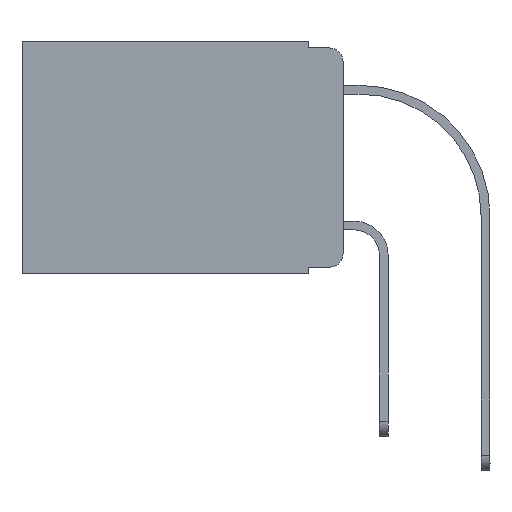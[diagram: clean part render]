
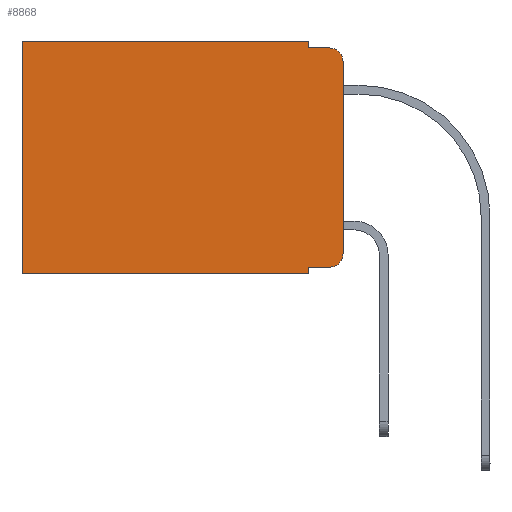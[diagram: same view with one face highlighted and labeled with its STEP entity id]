
A CAD part, left-side view. The second image highlights one B-rep face of the part: STEP entity #8868.
In plain terms, the highlighted planar face has unit normal (-1, 0, 0).
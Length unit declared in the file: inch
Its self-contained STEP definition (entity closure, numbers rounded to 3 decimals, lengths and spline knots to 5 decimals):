
#376 = LINE ( 'NONE', #2511, #4495 ) ;
#462 = LINE ( 'NONE', #6135, #10426 ) ;
#520 = PLANE ( 'NONE',  #7496 ) ;
#572 = VERTEX_POINT ( 'NONE', #11074 ) ;
#819 = VERTEX_POINT ( 'NONE', #11203 ) ;
#1076 = ORIENTED_EDGE ( 'NONE', *, *, #11242, .T. ) ;
#1355 = ORIENTED_EDGE ( 'NONE', *, *, #3835, .T. ) ;
#1607 = CARTESIAN_POINT ( 'NONE',  ( 0.298, 0.473, 0. ) ) ;
#1868 = LINE ( 'NONE', #10406, #4963 ) ;
#1960 = DIRECTION ( 'NONE',  ( 0., 0., -1. ) ) ;
#2009 = ORIENTED_EDGE ( 'NONE', *, *, #11164, .T. ) ;
#2291 = CARTESIAN_POINT ( 'NONE',  ( 0.298, 0.051, 0. ) ) ;
#2511 = CARTESIAN_POINT ( 'NONE',  ( 0.298, 0.051, 0. ) ) ;
#2564 = EDGE_LOOP ( 'NONE', ( #8537, #1076, #4993, #4884, #2009, #1355, #7644, #8813, #8349, #11650 ) ) ;
#2614 = DIRECTION ( 'NONE',  ( 0., -1., 0. ) ) ;
#2751 = VERTEX_POINT ( 'NONE', #11698 ) ;
#2848 = VECTOR ( 'NONE', #9717, 39.37008 ) ;
#2869 = EDGE_CURVE ( 'NONE', #7267, #5118, #376, .T. ) ;
#2872 = CARTESIAN_POINT ( 'NONE',  ( 0.298, 0.473, -0.343 ) ) ;
#2937 = CARTESIAN_POINT ( 'NONE',  ( 0.298, 0., -0.343 ) ) ;
#2957 = DIRECTION ( 'NONE',  ( -1., 0., 0. ) ) ;
#3223 = CARTESIAN_POINT ( 'NONE',  ( 0.298, 0., -0.03 ) ) ;
#3295 = LINE ( 'NONE', #2291, #3753 ) ;
#3419 = DIRECTION ( 'NONE',  ( 0., 0., -1. ) ) ;
#3489 = FACE_OUTER_BOUND ( 'NONE', #2564, .T. ) ;
#3494 = VERTEX_POINT ( 'NONE', #2872 ) ;
#3506 = VECTOR ( 'NONE', #12220, 39.37008 ) ;
#3711 = DIRECTION ( 'NONE',  ( 0., 1., 0. ) ) ;
#3753 = VECTOR ( 'NONE', #7025, 39.37008 ) ;
#3835 = EDGE_CURVE ( 'NONE', #11105, #3494, #8375, .T. ) ;
#4495 = VECTOR ( 'NONE', #11119, 39.37008 ) ;
#4796 = DIRECTION ( 'NONE',  ( 0., 0., -1. ) ) ;
#4859 = CARTESIAN_POINT ( 'NONE',  ( 0.298, 0.02, -0.313 ) ) ;
#4884 = ORIENTED_EDGE ( 'NONE', *, *, #2869, .F. ) ;
#4963 = VECTOR ( 'NONE', #2614, 39.37008 ) ;
#4993 = ORIENTED_EDGE ( 'NONE', *, *, #12384, .F. ) ;
#5118 = VERTEX_POINT ( 'NONE', #8380 ) ;
#5253 = CARTESIAN_POINT ( 'NONE',  ( 0.298, 0., 0. ) ) ;
#5815 = VERTEX_POINT ( 'NONE', #11271 ) ;
#6016 = CARTESIAN_POINT ( 'NONE',  ( 0.298, 0.051, -0.01 ) ) ;
#6135 = CARTESIAN_POINT ( 'NONE',  ( 0.298, 0., 0. ) ) ;
#6444 = EDGE_CURVE ( 'NONE', #10307, #2751, #9234, .T. ) ;
#6833 = EDGE_CURVE ( 'NONE', #819, #3494, #11612, .T. ) ;
#7025 = DIRECTION ( 'NONE',  ( 0., 0., -1. ) ) ;
#7267 = VERTEX_POINT ( 'NONE', #9587 ) ;
#7295 = EDGE_CURVE ( 'NONE', #5815, #10307, #1868, .T. ) ;
#7496 = AXIS2_PLACEMENT_3D ( 'NONE', #8237, #12091, #3419 ) ;
#7644 = ORIENTED_EDGE ( 'NONE', *, *, #6833, .F. ) ;
#7664 = VERTEX_POINT ( 'NONE', #3223 ) ;
#8237 = CARTESIAN_POINT ( 'NONE',  ( 0.298, 0., 0. ) ) ;
#8306 = CARTESIAN_POINT ( 'NONE',  ( 0.298, 0.02, -0.03 ) ) ;
#8349 = ORIENTED_EDGE ( 'NONE', *, *, #7295, .T. ) ;
#8375 = LINE ( 'NONE', #1607, #3506 ) ;
#8380 = CARTESIAN_POINT ( 'NONE',  ( 0.298, 0.051, -0.01 ) ) ;
#8537 = ORIENTED_EDGE ( 'NONE', *, *, #11097, .F. ) ;
#8813 = ORIENTED_EDGE ( 'NONE', *, *, #11144, .F. ) ;
#8868 = ADVANCED_FACE ( 'NONE', ( #3489 ), #520, .F. ) ;
#9003 = VECTOR ( 'NONE', #10197, 39.37008 ) ;
#9234 = CIRCLE ( 'NONE', #10831, 0.02 ) ;
#9587 = CARTESIAN_POINT ( 'NONE',  ( 0.298, 0.051, 0. ) ) ;
#9717 = DIRECTION ( 'NONE',  ( 0., -1., 0. ) ) ;
#10044 = CARTESIAN_POINT ( 'NONE',  ( 0.298, 0.02, -0.333 ) ) ;
#10197 = DIRECTION ( 'NONE',  ( 0., 0., -1. ) ) ;
#10307 = VERTEX_POINT ( 'NONE', #10044 ) ;
#10406 = CARTESIAN_POINT ( 'NONE',  ( 0.298, 0.051, -0.333 ) ) ;
#10426 = VECTOR ( 'NONE', #11843, 39.37008 ) ;
#10817 = CIRCLE ( 'NONE', #12030, 0.02 ) ;
#10831 = AXIS2_PLACEMENT_3D ( 'NONE', #4859, #2957, #4796 ) ;
#10893 = LINE ( 'NONE', #6016, #2848 ) ;
#11074 = CARTESIAN_POINT ( 'NONE',  ( 0.298, 0.02, -0.01 ) ) ;
#11097 = EDGE_CURVE ( 'NONE', #7664, #2751, #11901, .T. ) ;
#11105 = VERTEX_POINT ( 'NONE', #11971 ) ;
#11119 = DIRECTION ( 'NONE',  ( 0., 0., -1. ) ) ;
#11144 = EDGE_CURVE ( 'NONE', #5815, #819, #3295, .T. ) ;
#11164 = EDGE_CURVE ( 'NONE', #7267, #11105, #462, .T. ) ;
#11203 = CARTESIAN_POINT ( 'NONE',  ( 0.298, 0.051, -0.343 ) ) ;
#11242 = EDGE_CURVE ( 'NONE', #7664, #572, #10817, .T. ) ;
#11247 = VECTOR ( 'NONE', #3711, 39.37008 ) ;
#11271 = CARTESIAN_POINT ( 'NONE',  ( 0.298, 0.051, -0.333 ) ) ;
#11612 = LINE ( 'NONE', #2937, #11247 ) ;
#11650 = ORIENTED_EDGE ( 'NONE', *, *, #6444, .T. ) ;
#11698 = CARTESIAN_POINT ( 'NONE',  ( 0.298, 0., -0.313 ) ) ;
#11843 = DIRECTION ( 'NONE',  ( 0., 1., 0. ) ) ;
#11901 = LINE ( 'NONE', #5253, #9003 ) ;
#11971 = CARTESIAN_POINT ( 'NONE',  ( 0.298, 0.473, 0. ) ) ;
#12030 = AXIS2_PLACEMENT_3D ( 'NONE', #8306, #12159, #1960 ) ;
#12091 = DIRECTION ( 'NONE',  ( 1., 0., 0. ) ) ;
#12159 = DIRECTION ( 'NONE',  ( -1., 0., 0. ) ) ;
#12220 = DIRECTION ( 'NONE',  ( 0., 0., -1. ) ) ;
#12384 = EDGE_CURVE ( 'NONE', #5118, #572, #10893, .T. ) ;
